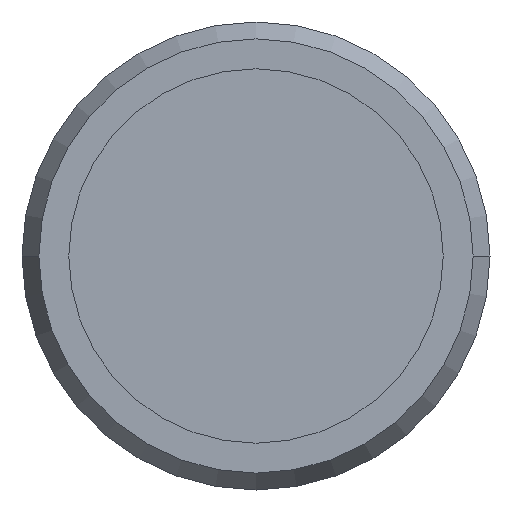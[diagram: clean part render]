
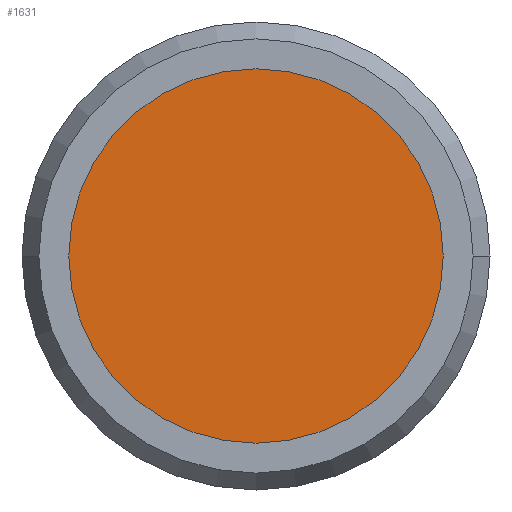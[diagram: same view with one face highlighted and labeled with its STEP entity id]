
A CAD part, front view. The second image highlights one B-rep face of the part: STEP entity #1631.
In plain terms, the highlighted planar face has unit normal (0, -1, 0).
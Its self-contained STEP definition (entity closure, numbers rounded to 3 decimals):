
#784=CARTESIAN_POINT('',(0.,-4.,0.));
#785=DIRECTION('',(0.,-1.,0.));
#786=DIRECTION('',(-1.,0.,0.));
#787=AXIS2_PLACEMENT_3D('',#784,#785,#786);
#789=CARTESIAN_POINT('',(0.,-4.,0.));
#790=DIRECTION('',(0.,1.,0.));
#791=DIRECTION('',(-1.,0.,0.));
#792=AXIS2_PLACEMENT_3D('',#789,#790,#791);
#802=CARTESIAN_POINT('',(-3.2,-4.,0.));
#803=CARTESIAN_POINT('',(3.2,-4.,0.));
#804=VERTEX_POINT('',#802);
#805=VERTEX_POINT('',#803);
#1622=CARTESIAN_POINT('',(0.,-4.,0.));
#1623=DIRECTION('',(0.,1.,0.));
#1624=DIRECTION('',(1.,0.,0.));
#1625=AXIS2_PLACEMENT_3D('',#1622,#1623,#1624);
#1626=PLANE('',#1625);
#1627=ORIENTED_EDGE('',*,*,#1609,.F.);
#1628=ORIENTED_EDGE('',*,*,#1588,.T.);
#1629=EDGE_LOOP('',(#1627,#1628));
#1630=FACE_OUTER_BOUND('',#1629,.F.);
#1631=ADVANCED_FACE('',(#1630),#1626,.F.);
#788=CIRCLE('',#787,3.2);
#793=CIRCLE('',#792,3.2);
#1588=EDGE_CURVE('',#804,#805,#793,.T.);
#1609=EDGE_CURVE('',#804,#805,#788,.T.);
